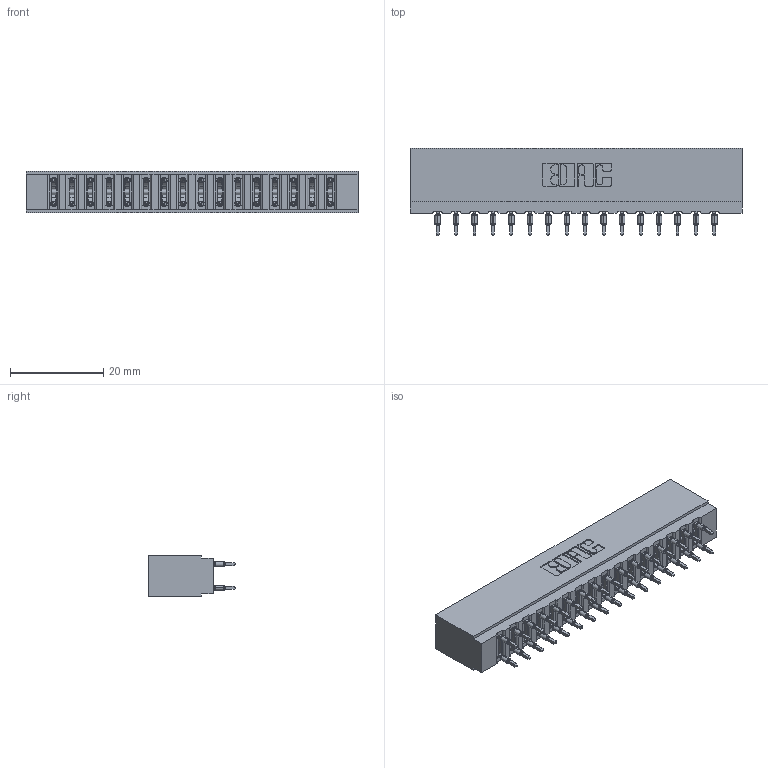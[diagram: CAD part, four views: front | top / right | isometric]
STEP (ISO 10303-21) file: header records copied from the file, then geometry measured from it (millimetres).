
FILE_DESCRIPTION (( 'STEP AP203' ), '1' );
FILE_NAME ('717-032-525-201.STEP', '2026-02-20T17:36:21', ( '' ), ( '' ), 'SwSTEP 2.0', 'SolidWorks 2023', '' );
FILE_SCHEMA (( 'CONFIG_CONTROL_DESIGN' ));
Length unit declared in the file: millimetre
Products named in the file (3): 717-032-525-201; 745-292-001_525; 717 Part_Insulator Option - 06
Assembly tree (33 placements, depth 2):
  717-032-525-201
    717 Part_Insulator Option - 06
    745-292-001_525  x32
Bounding box: 71.27 x 18.78 x 8.89 mm (x, y, z)
Volume: 6274.3 mm3; surface area: 9213.8 mm2
Topology: 33 solids, 33 shells, 2974 faces, 7995 edges, 5030 vertices
Faces by surface type: plane 1542, bspline 640, cylinder 600, torus 192
Entity records: 30945 total; most frequent: CARTESIAN_POINT 5881, ORIENTED_EDGE 5264, DIRECTION 4620, EDGE_CURVE 2632, VECTOR 2354, LINE 2354, VERTEX_POINT 1682, AXIS2_PLACEMENT_3D 1133
